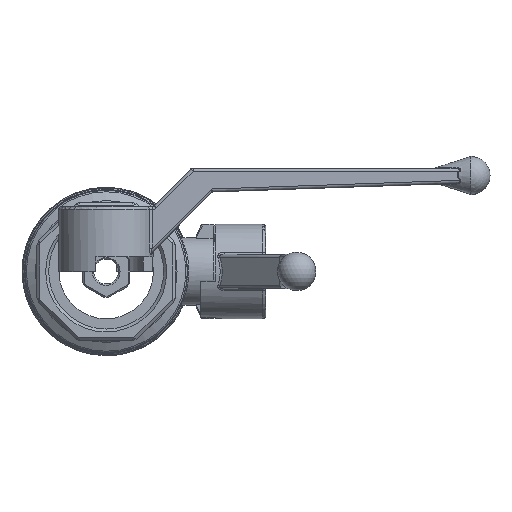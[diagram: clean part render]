
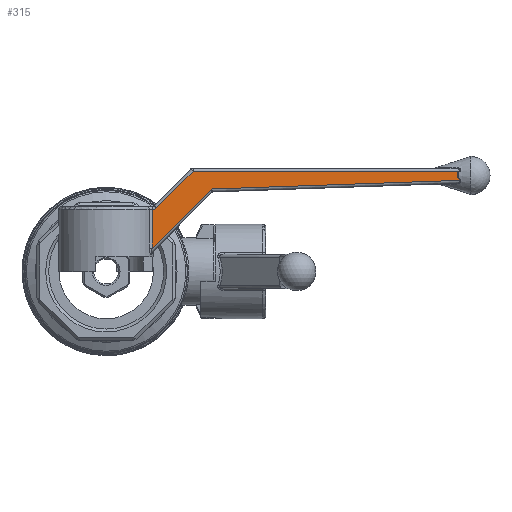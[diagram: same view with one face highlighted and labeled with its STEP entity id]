
A CAD part, front view. The second image highlights one B-rep face of the part: STEP entity #315.
In plain terms, the highlighted planar face has unit normal (0.008, -1, 0).
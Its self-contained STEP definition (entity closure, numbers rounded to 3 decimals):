
#315 = ADVANCED_FACE( '', ( #844 ), #845, .T. );
#844 = FACE_OUTER_BOUND( '', #1806, .T. );
#845 = PLANE( '', #1807 );
#1806 = EDGE_LOOP( '', ( #3890, #3891, #3892, #3893, #3894, #3895, #3896, #3897 ) );
#1807 = AXIS2_PLACEMENT_3D( '', #3898, #3899, #3900 );
#3890 = ORIENTED_EDGE( '', *, *, #5792, .T. );
#3891 = ORIENTED_EDGE( '', *, *, #5793, .T. );
#3892 = ORIENTED_EDGE( '', *, *, #5794, .T. );
#3893 = ORIENTED_EDGE( '', *, *, #5754, .T. );
#3894 = ORIENTED_EDGE( '', *, *, #5795, .F. );
#3895 = ORIENTED_EDGE( '', *, *, #5796, .T. );
#3896 = ORIENTED_EDGE( '', *, *, #5797, .T. );
#3897 = ORIENTED_EDGE( '', *, *, #5798, .T. );
#3898 = CARTESIAN_POINT( '', ( 3.5, -6., -134.853 ) );
#3899 = DIRECTION( '', ( 0.008, -1., 0. ) );
#3900 = DIRECTION( '', ( 1., 0.008, 0. ) );
#5754 = EDGE_CURVE( '', #6570, #6575, #6577, .F. );
#5792 = EDGE_CURVE( '', #6643, #6644, #6645, .F. );
#5793 = EDGE_CURVE( '', #6644, #6646, #6647, .T. );
#5794 = EDGE_CURVE( '', #6646, #6570, #6648, .F. );
#5795 = EDGE_CURVE( '', #6649, #6575, #6650, .T. );
#5796 = EDGE_CURVE( '', #6649, #6651, #6652, .F. );
#5797 = EDGE_CURVE( '', #6651, #6653, #6654, .F. );
#5798 = EDGE_CURVE( '', #6653, #6643, #6655, .F. );
#6570 = VERTEX_POINT( '', #7835 );
#6575 = VERTEX_POINT( '', #7841 );
#6577 = LINE( '', #7843, #7844 );
#6643 = VERTEX_POINT( '', #8467 );
#6644 = VERTEX_POINT( '', #8468 );
#6645 = LINE( '', #8469, #8470 );
#6646 = VERTEX_POINT( '', #8471 );
#6647 = B_SPLINE_CURVE_WITH_KNOTS( '', 3, ( #8472, #8473, #8474, #8475, #8476, #8477, #8478, #8479, #8480, #8481, #8482, #8483, #8484, #8485, #8486, #8487, #8488, #8489, #8490, #8491, #8492, #8493, #8494, #8495, #8496, #8497, #8498, #8499, #8500, #8501, #8502, #8503, #8504, #8505, #8506, #8507, #8508, #8509 ), .UNSPECIFIED., .F., .F., ( 4, 1, 2, 2, 2, 2, 1, 1, 1, 1, 2, 2, 2, 1, 1, 1, 1, 1, 2, 2, 1, 2, 2, 1, 4 ), ( 0., 0., 0., 0.001, 0.001, 0.001, 0.001, 0.001, 0.001, 0.001, 0.002, 0.002, 0.002, 0.002, 0.002, 0.002, 0.002, 0.002, 0.003, 0.003, 0.003, 0.003, 0.003, 0.003, 0.003 ), .UNSPECIFIED. );
#6648 = LINE( '', #8510, #8511 );
#6649 = VERTEX_POINT( '', #8512 );
#6650 = ELLIPSE( '', #8513, 2., 2. );
#6651 = VERTEX_POINT( '', #8514 );
#6652 = LINE( '', #8515, #8516 );
#6653 = VERTEX_POINT( '', #8517 );
#6654 = LINE( '', #8518, #8519 );
#6655 = LINE( '', #8520, #8521 );
#7835 = CARTESIAN_POINT( '', ( 29.423, -5.784, 34. ) );
#7841 = CARTESIAN_POINT( '', ( 17.008, -5.887, 21.586 ) );
#7843 = CARTESIAN_POINT( '', ( 16.711, -5.89, 21.289 ) );
#7844 = VECTOR( '', #12135, 1000. );
#8467 = CARTESIAN_POINT( '', ( 35.522, -5.733, 27.928 ) );
#8468 = CARTESIAN_POINT( '', ( 119.494, -5.033, 30.86 ) );
#8469 = CARTESIAN_POINT( '', ( 120.853, -5.022, 30.908 ) );
#8470 = VECTOR( '', #12172, 1000. );
#8471 = CARTESIAN_POINT( '', ( 119.388, -5.034, 34. ) );
#8472 = CARTESIAN_POINT( '', ( 119.494, -5.033, 30.86 ) );
#8473 = CARTESIAN_POINT( '', ( 119.449, -5.034, 30.917 ) );
#8474 = CARTESIAN_POINT( '', ( 119.363, -5.034, 31.031 ) );
#8475 = CARTESIAN_POINT( '', ( 119.284, -5.035, 31.15 ) );
#8476 = CARTESIAN_POINT( '', ( 119.208, -5.036, 31.27 ) );
#8477 = CARTESIAN_POINT( '', ( 119.172, -5.036, 31.332 ) );
#8478 = CARTESIAN_POINT( '', ( 119.104, -5.037, 31.458 ) );
#8479 = CARTESIAN_POINT( '', ( 119.073, -5.037, 31.522 ) );
#8480 = CARTESIAN_POINT( '', ( 119.036, -5.037, 31.604 ) );
#8481 = CARTESIAN_POINT( '', ( 119.029, -5.037, 31.62 ) );
#8482 = CARTESIAN_POINT( '', ( 119.015, -5.037, 31.653 ) );
#8483 = CARTESIAN_POINT( '', ( 118.994, -5.038, 31.703 ) );
#8484 = CARTESIAN_POINT( '', ( 118.95, -5.038, 31.82 ) );
#8485 = CARTESIAN_POINT( '', ( 118.899, -5.038, 31.989 ) );
#8486 = CARTESIAN_POINT( '', ( 118.856, -5.039, 32.197 ) );
#8487 = CARTESIAN_POINT( '', ( 118.843, -5.039, 32.339 ) );
#8488 = CARTESIAN_POINT( '', ( 118.839, -5.039, 32.428 ) );
#8489 = CARTESIAN_POINT( '', ( 118.838, -5.039, 32.446 ) );
#8490 = CARTESIAN_POINT( '', ( 118.837, -5.039, 32.473 ) );
#8491 = CARTESIAN_POINT( '', ( 118.837, -5.039, 32.482 ) );
#8492 = CARTESIAN_POINT( '', ( 118.837, -5.039, 32.5 ) );
#8493 = CARTESIAN_POINT( '', ( 118.837, -5.039, 32.545 ) );
#8494 = CARTESIAN_POINT( '', ( 118.842, -5.039, 32.662 ) );
#8495 = CARTESIAN_POINT( '', ( 118.862, -5.039, 32.838 ) );
#8496 = CARTESIAN_POINT( '', ( 118.9, -5.038, 33.012 ) );
#8497 = CARTESIAN_POINT( '', ( 118.936, -5.038, 33.132 ) );
#8498 = CARTESIAN_POINT( '', ( 118.953, -5.038, 33.183 ) );
#8499 = CARTESIAN_POINT( '', ( 118.962, -5.038, 33.209 ) );
#8500 = CARTESIAN_POINT( '', ( 118.965, -5.038, 33.217 ) );
#8501 = CARTESIAN_POINT( '', ( 118.971, -5.038, 33.234 ) );
#8502 = CARTESIAN_POINT( '', ( 118.998, -5.038, 33.31 ) );
#8503 = CARTESIAN_POINT( '', ( 119.03, -5.037, 33.384 ) );
#8504 = CARTESIAN_POINT( '', ( 119.09, -5.037, 33.514 ) );
#8505 = CARTESIAN_POINT( '', ( 119.122, -5.036, 33.577 ) );
#8506 = CARTESIAN_POINT( '', ( 119.192, -5.036, 33.702 ) );
#8507 = CARTESIAN_POINT( '', ( 119.265, -5.035, 33.824 ) );
#8508 = CARTESIAN_POINT( '', ( 119.346, -5.035, 33.942 ) );
#8509 = CARTESIAN_POINT( '', ( 119.388, -5.034, 34. ) );
#8510 = CARTESIAN_POINT( '', ( 29., -5.788, 34. ) );
#8511 = VECTOR( '', #12173, 1000. );
#8512 = CARTESIAN_POINT( '', ( 15.594, -5.899, 21. ) );
#8513 = AXIS2_PLACEMENT_3D( '', #12174, #12175, #12176 );
#8514 = CARTESIAN_POINT( '', ( 15.529, -5.9, 21. ) );
#8515 = CARTESIAN_POINT( '', ( 13.785, -5.914, 21. ) );
#8516 = VECTOR( '', #12177, 1000. );
#8517 = CARTESIAN_POINT( '', ( 15.529, -5.9, 7.934 ) );
#8518 = CARTESIAN_POINT( '', ( 15.529, -5.9, 7.276 ) );
#8519 = VECTOR( '', #12178, 1000. );
#8520 = CARTESIAN_POINT( '', ( 35.24, -5.736, 27.645 ) );
#8521 = VECTOR( '', #12179, 1000. );
#12135 = DIRECTION( '', ( 0.707, 0.006, 0.707 ) );
#12172 = DIRECTION( '', ( -0.999, -0.008, -0.035 ) );
#12173 = DIRECTION( '', ( 1., 0.008, 0. ) );
#12174 = CARTESIAN_POINT( '', ( 15.594, -5.899, 23. ) );
#12175 = DIRECTION( '', ( 0.008, -1., 0. ) );
#12176 = DIRECTION( '', ( 1., 0.008, 0. ) );
#12177 = DIRECTION( '', ( 1., 0.008, 0. ) );
#12178 = DIRECTION( '', ( 0., 0., 1. ) );
#12179 = DIRECTION( '', ( -0.707, -0.006, -0.707 ) );
